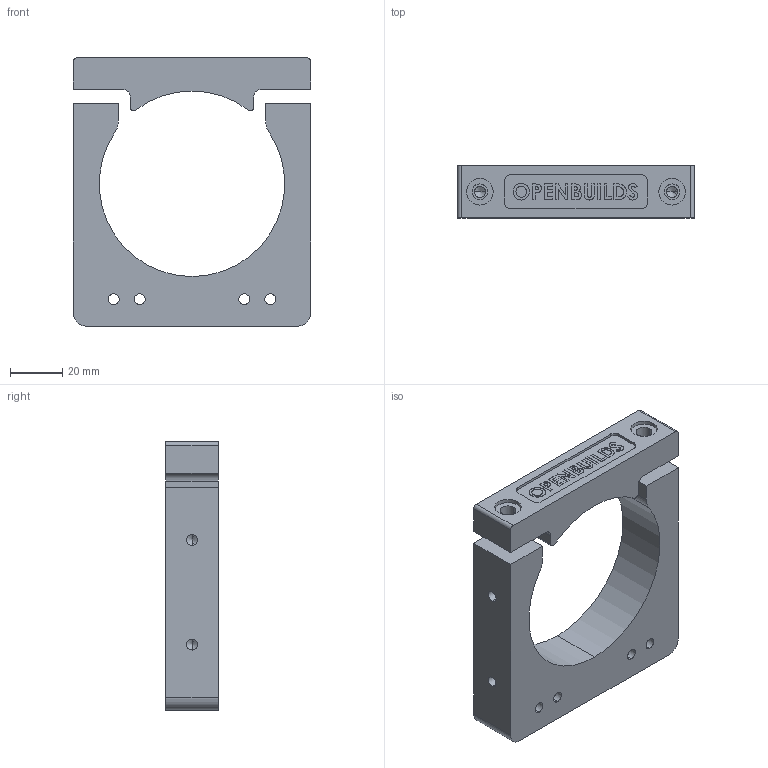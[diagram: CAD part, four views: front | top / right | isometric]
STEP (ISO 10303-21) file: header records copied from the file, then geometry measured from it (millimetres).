
FILE_DESCRIPTION (( 'STEP AP203' ), '1' );
FILE_NAME ('Router Spindle Mount.step', '2015-07-29T19:36:17', ( '' ), ( '' ), 'SwSTEP 2.0', 'SolidWorks 2014', '' );
FILE_SCHEMA (( 'CONFIG_CONTROL_DESIGN' ));
Length unit declared in the file: millimetre
Products named in the file (1): Router Spindle Mount
Bounding box: 90.8 x 20 x 102.7 mm (x, y, z)
Volume: 97106.9 mm3; surface area: 26545.9 mm2
Topology: 2 solids, 2 shells, 224 faces, 592 edges, 380 vertices
Faces by surface type: plane 102, cylinder 55, bspline 47, cone 20
Entity records: 9621 total; most frequent: CARTESIAN_POINT 4286, ORIENTED_EDGE 1152, DIRECTION 940, EDGE_CURVE 576, VERTEX_POINT 380, VECTOR 364, LINE 364, AXIS2_PLACEMENT_3D 288
